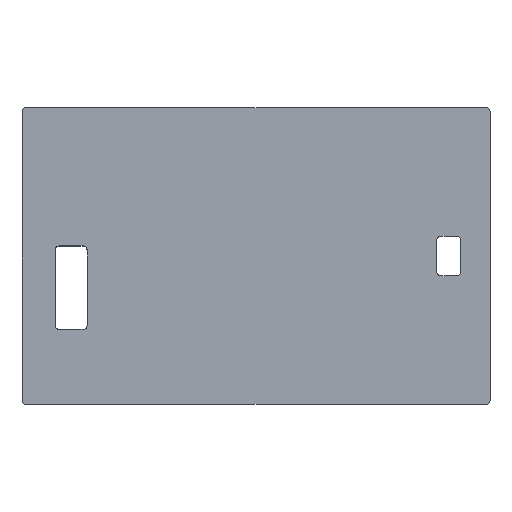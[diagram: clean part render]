
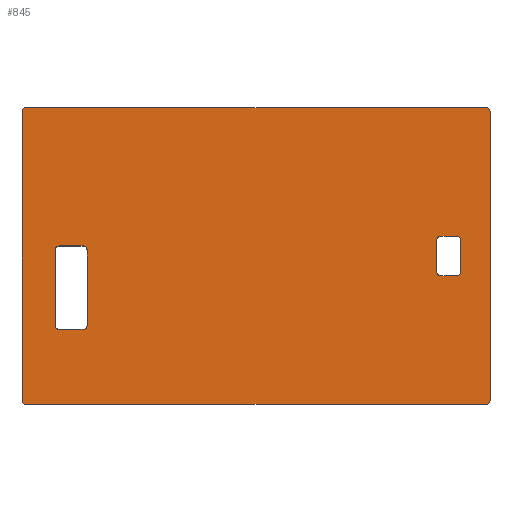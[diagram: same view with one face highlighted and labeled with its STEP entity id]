
A CAD part, top view. The second image highlights one B-rep face of the part: STEP entity #845.
In plain terms, the highlighted planar face has unit normal (0, 0, 1).
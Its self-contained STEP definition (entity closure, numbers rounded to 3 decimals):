
#21=FACE_BOUND('',#138,.T.);
#22=FACE_BOUND('',#139,.T.);
#47=PLANE('',#944);
#91=FACE_OUTER_BOUND('',#137,.T.);
#137=EDGE_LOOP('',(#735,#736,#737,#738,#739,#740,#741,#742));
#138=EDGE_LOOP('',(#743,#744,#745,#746,#747,#748,#749,#750));
#139=EDGE_LOOP('',(#751,#752,#753,#754,#755,#756,#757,#758));
#153=LINE('',#1244,#233);
#158=LINE('',#1258,#238);
#165=LINE('',#1278,#245);
#168=LINE('',#1289,#248);
#173=LINE('',#1302,#253);
#175=LINE('',#1310,#255);
#209=LINE('',#1406,#289);
#213=LINE('',#1418,#293);
#216=LINE('',#1429,#296);
#219=LINE('',#1438,#299);
#221=LINE('',#1442,#301);
#222=LINE('',#1444,#302);
#233=VECTOR('',#985,10.);
#238=VECTOR('',#1000,10.);
#245=VECTOR('',#1019,10.);
#248=VECTOR('',#1030,10.);
#253=VECTOR('',#1043,10.);
#255=VECTOR('',#1053,10.);
#289=VECTOR('',#1151,10.);
#293=VECTOR('',#1163,10.);
#296=VECTOR('',#1174,10.);
#299=VECTOR('',#1185,10.);
#301=VECTOR('',#1191,10.);
#302=VECTOR('',#1194,10.);
#303=CIRCLE('',#863,1.);
#312=CIRCLE('',#875,1.);
#313=CIRCLE('',#877,1.);
#314=CIRCLE('',#880,1.);
#316=CIRCLE('',#883,1.);
#318=CIRCLE('',#887,1.);
#320=CIRCLE('',#891,1.);
#322=CIRCLE('',#895,1.);
#336=CIRCLE('',#927,1.);
#338=CIRCLE('',#931,1.);
#340=CIRCLE('',#935,1.);
#342=CIRCLE('',#939,1.);
#343=VERTEX_POINT('',#1204);
#344=VERTEX_POINT('',#1205);
#361=VERTEX_POINT('',#1243);
#362=VERTEX_POINT('',#1247);
#363=VERTEX_POINT('',#1251);
#364=VERTEX_POINT('',#1252);
#365=VERTEX_POINT('',#1257);
#366=VERTEX_POINT('',#1261);
#369=VERTEX_POINT('',#1268);
#370=VERTEX_POINT('',#1270);
#372=VERTEX_POINT('',#1276);
#375=VERTEX_POINT('',#1283);
#376=VERTEX_POINT('',#1285);
#378=VERTEX_POINT('',#1294);
#380=VERTEX_POINT('',#1300);
#382=VERTEX_POINT('',#1306);
#409=VERTEX_POINT('',#1396);
#410=VERTEX_POINT('',#1398);
#412=VERTEX_POINT('',#1404);
#414=VERTEX_POINT('',#1410);
#416=VERTEX_POINT('',#1416);
#419=VERTEX_POINT('',#1423);
#420=VERTEX_POINT('',#1425);
#422=VERTEX_POINT('',#1434);
#423=EDGE_CURVE('',#343,#344,#303,.T.);
#442=EDGE_CURVE('',#361,#344,#153,.T.);
#444=EDGE_CURVE('',#361,#362,#312,.T.);
#446=EDGE_CURVE('',#363,#364,#313,.T.);
#449=EDGE_CURVE('',#365,#364,#158,.T.);
#451=EDGE_CURVE('',#365,#366,#314,.T.);
#455=EDGE_CURVE('',#369,#370,#316,.T.);
#459=EDGE_CURVE('',#369,#372,#165,.T.);
#462=EDGE_CURVE('',#375,#376,#318,.T.);
#464=EDGE_CURVE('',#375,#370,#168,.T.);
#468=EDGE_CURVE('',#378,#372,#320,.T.);
#471=EDGE_CURVE('',#378,#380,#173,.T.);
#474=EDGE_CURVE('',#382,#380,#322,.T.);
#475=EDGE_CURVE('',#382,#376,#175,.T.);
#519=EDGE_CURVE('',#409,#410,#336,.T.);
#523=EDGE_CURVE('',#409,#412,#209,.T.);
#526=EDGE_CURVE('',#414,#412,#338,.T.);
#529=EDGE_CURVE('',#414,#416,#213,.T.);
#532=EDGE_CURVE('',#419,#420,#340,.T.);
#534=EDGE_CURVE('',#419,#410,#216,.T.);
#538=EDGE_CURVE('',#422,#416,#342,.T.);
#539=EDGE_CURVE('',#422,#420,#219,.T.);
#541=EDGE_CURVE('',#363,#362,#221,.T.);
#542=EDGE_CURVE('',#343,#366,#222,.T.);
#735=ORIENTED_EDGE('',*,*,#423,.F.);
#736=ORIENTED_EDGE('',*,*,#542,.T.);
#737=ORIENTED_EDGE('',*,*,#451,.F.);
#738=ORIENTED_EDGE('',*,*,#449,.T.);
#739=ORIENTED_EDGE('',*,*,#446,.F.);
#740=ORIENTED_EDGE('',*,*,#541,.T.);
#741=ORIENTED_EDGE('',*,*,#444,.F.);
#742=ORIENTED_EDGE('',*,*,#442,.T.);
#743=ORIENTED_EDGE('',*,*,#459,.T.);
#744=ORIENTED_EDGE('',*,*,#468,.F.);
#745=ORIENTED_EDGE('',*,*,#471,.T.);
#746=ORIENTED_EDGE('',*,*,#474,.F.);
#747=ORIENTED_EDGE('',*,*,#475,.T.);
#748=ORIENTED_EDGE('',*,*,#462,.F.);
#749=ORIENTED_EDGE('',*,*,#464,.T.);
#750=ORIENTED_EDGE('',*,*,#455,.F.);
#751=ORIENTED_EDGE('',*,*,#529,.T.);
#752=ORIENTED_EDGE('',*,*,#538,.F.);
#753=ORIENTED_EDGE('',*,*,#539,.T.);
#754=ORIENTED_EDGE('',*,*,#532,.F.);
#755=ORIENTED_EDGE('',*,*,#534,.T.);
#756=ORIENTED_EDGE('',*,*,#519,.F.);
#757=ORIENTED_EDGE('',*,*,#523,.T.);
#758=ORIENTED_EDGE('',*,*,#526,.F.);
#845=ADVANCED_FACE('',(#91,#21,#22),#47,.T.);
#863=AXIS2_PLACEMENT_3D('',#1206,#953,#954);
#875=AXIS2_PLACEMENT_3D('',#1248,#989,#990);
#877=AXIS2_PLACEMENT_3D('',#1253,#994,#995);
#880=AXIS2_PLACEMENT_3D('',#1262,#1004,#1005);
#883=AXIS2_PLACEMENT_3D('',#1271,#1012,#1013);
#887=AXIS2_PLACEMENT_3D('',#1286,#1025,#1026);
#891=AXIS2_PLACEMENT_3D('',#1296,#1037,#1038);
#895=AXIS2_PLACEMENT_3D('',#1308,#1049,#1050);
#927=AXIS2_PLACEMENT_3D('',#1399,#1144,#1145);
#931=AXIS2_PLACEMENT_3D('',#1412,#1157,#1158);
#935=AXIS2_PLACEMENT_3D('',#1426,#1169,#1170);
#939=AXIS2_PLACEMENT_3D('',#1436,#1181,#1182);
#944=AXIS2_PLACEMENT_3D('',#1445,#1195,#1196);
#953=DIRECTION('center_axis',(0.,0.,-1.));
#954=DIRECTION('ref_axis',(-0.707,-0.707,0.));
#985=DIRECTION('',(0.,-1.,0.));
#989=DIRECTION('center_axis',(0.,0.,-1.));
#990=DIRECTION('ref_axis',(-0.707,0.707,0.));
#994=DIRECTION('center_axis',(0.,0.,-1.));
#995=DIRECTION('ref_axis',(0.707,0.707,0.));
#1000=DIRECTION('',(0.,1.,0.));
#1004=DIRECTION('center_axis',(0.,0.,-1.));
#1005=DIRECTION('ref_axis',(0.707,-0.707,0.));
#1012=DIRECTION('center_axis',(0.,0.,1.));
#1013=DIRECTION('ref_axis',(0.707,-0.707,0.));
#1019=DIRECTION('',(-1.,0.,0.));
#1025=DIRECTION('center_axis',(0.,0.,1.));
#1026=DIRECTION('ref_axis',(0.707,0.707,0.));
#1030=DIRECTION('',(0.,-1.,0.));
#1037=DIRECTION('center_axis',(0.,0.,1.));
#1038=DIRECTION('ref_axis',(-0.707,-0.707,0.));
#1043=DIRECTION('',(0.,1.,0.));
#1049=DIRECTION('center_axis',(0.,0.,1.));
#1050=DIRECTION('ref_axis',(-0.707,0.707,0.));
#1053=DIRECTION('',(1.,0.,0.));
#1144=DIRECTION('center_axis',(0.,0.,1.));
#1145=DIRECTION('ref_axis',(0.707,-0.707,0.));
#1151=DIRECTION('',(-1.,0.,0.));
#1157=DIRECTION('center_axis',(0.,0.,1.));
#1158=DIRECTION('ref_axis',(-0.707,-0.707,0.));
#1163=DIRECTION('',(0.,1.,0.));
#1169=DIRECTION('center_axis',(0.,0.,1.));
#1170=DIRECTION('ref_axis',(0.707,0.707,0.));
#1174=DIRECTION('',(0.,-1.,0.));
#1181=DIRECTION('center_axis',(0.,0.,1.));
#1182=DIRECTION('ref_axis',(-0.707,0.707,0.));
#1185=DIRECTION('',(1.,0.,0.));
#1191=DIRECTION('',(-1.,0.,0.));
#1194=DIRECTION('',(1.,0.,0.));
#1195=DIRECTION('center_axis',(0.,0.,1.));
#1196=DIRECTION('ref_axis',(1.,0.,0.));
#1204=CARTESIAN_POINT('',(-58.01,-37.42,29.4));
#1205=CARTESIAN_POINT('',(-59.01,-36.42,29.4));
#1206=CARTESIAN_POINT('Origin',(-58.01,-36.42,29.4));
#1243=CARTESIAN_POINT('',(-59.01,36.42,29.4));
#1244=CARTESIAN_POINT('',(-59.01,-37.42,29.4));
#1247=CARTESIAN_POINT('',(-58.01,37.42,29.4));
#1248=CARTESIAN_POINT('Origin',(-58.01,36.42,29.4));
#1251=CARTESIAN_POINT('',(58.01,37.42,29.4));
#1252=CARTESIAN_POINT('',(59.01,36.42,29.4));
#1253=CARTESIAN_POINT('Origin',(58.01,36.42,29.4));
#1257=CARTESIAN_POINT('',(59.01,-36.42,29.4));
#1258=CARTESIAN_POINT('',(59.01,37.42,29.4));
#1261=CARTESIAN_POINT('',(58.01,-37.42,29.4));
#1262=CARTESIAN_POINT('Origin',(58.01,-36.42,29.4));
#1268=CARTESIAN_POINT('',(50.61,-5.02,29.4));
#1270=CARTESIAN_POINT('',(51.61,-4.02,29.4));
#1271=CARTESIAN_POINT('Origin',(50.61,-4.02,29.4));
#1276=CARTESIAN_POINT('',(46.61,-5.02,29.4));
#1278=CARTESIAN_POINT('',(22.805,-5.02,29.4));
#1283=CARTESIAN_POINT('',(51.61,4.02,29.4));
#1285=CARTESIAN_POINT('',(50.61,5.02,29.4));
#1286=CARTESIAN_POINT('Origin',(50.61,4.02,29.4));
#1289=CARTESIAN_POINT('',(51.61,-2.51,29.4));
#1294=CARTESIAN_POINT('',(45.61,-4.02,29.4));
#1296=CARTESIAN_POINT('Origin',(46.61,-4.02,29.4));
#1300=CARTESIAN_POINT('',(45.61,4.02,29.4));
#1302=CARTESIAN_POINT('',(45.61,2.51,29.4));
#1306=CARTESIAN_POINT('',(46.61,5.02,29.4));
#1308=CARTESIAN_POINT('Origin',(46.61,4.02,29.4));
#1310=CARTESIAN_POINT('',(25.805,5.02,29.4));
#1396=CARTESIAN_POINT('',(-43.61,-18.522,29.4));
#1398=CARTESIAN_POINT('',(-42.61,-17.522,29.4));
#1399=CARTESIAN_POINT('Origin',(-43.61,-17.522,29.4));
#1404=CARTESIAN_POINT('',(-49.61,-18.522,29.4));
#1406=CARTESIAN_POINT('',(-25.305,-18.522,29.4));
#1410=CARTESIAN_POINT('',(-50.61,-17.522,29.4));
#1412=CARTESIAN_POINT('Origin',(-49.61,-17.522,29.4));
#1416=CARTESIAN_POINT('',(-50.61,1.52,29.4));
#1418=CARTESIAN_POINT('',(-50.61,1.26,29.4));
#1423=CARTESIAN_POINT('',(-42.61,1.52,29.4));
#1425=CARTESIAN_POINT('',(-43.61,2.52,29.4));
#1426=CARTESIAN_POINT('Origin',(-43.61,1.52,29.4));
#1429=CARTESIAN_POINT('',(-42.61,-9.261,29.4));
#1434=CARTESIAN_POINT('',(-49.61,2.52,29.4));
#1436=CARTESIAN_POINT('Origin',(-49.61,1.52,29.4));
#1438=CARTESIAN_POINT('',(-21.305,2.52,29.4));
#1442=CARTESIAN_POINT('',(-59.01,37.42,29.4));
#1444=CARTESIAN_POINT('',(59.01,-37.42,29.4));
#1445=CARTESIAN_POINT('Origin',(0.,0.,29.4));
